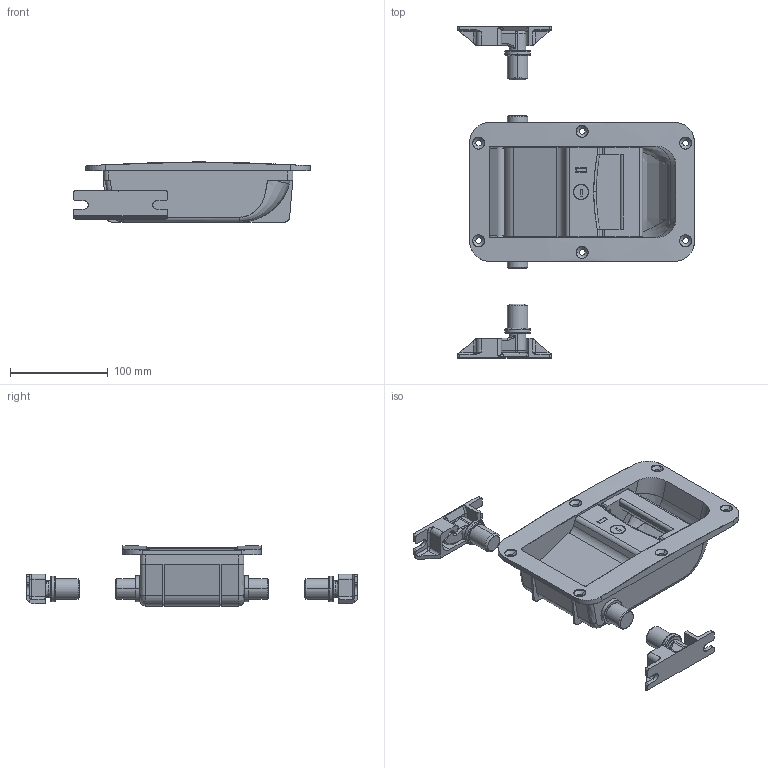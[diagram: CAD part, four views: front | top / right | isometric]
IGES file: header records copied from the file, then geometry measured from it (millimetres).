
Start section: SolidWorks IGES file using analytic representation for surfaces
Global section: file name: FA-816-2-A.IGS,15; native system: HSolidWorks 2008; preprocessor: SolidWorks 2008; author: 10sw; date: 100830.163812; units: millimetre
Bounding box: 242.5 x 340 x 61.5 mm (x, y, z)
Surface area: 234628.3 mm2 (no closed solid volume)
Topology: 0 solids, 0 shells, 522 faces, 6510 edges, 6506 vertices
Faces by surface type: bspline 269, revolution 253
